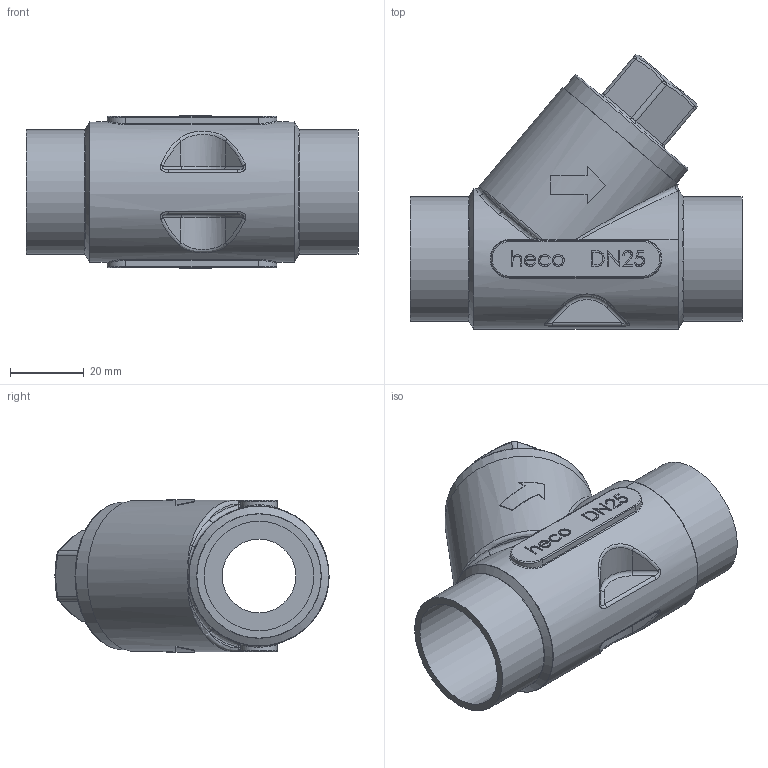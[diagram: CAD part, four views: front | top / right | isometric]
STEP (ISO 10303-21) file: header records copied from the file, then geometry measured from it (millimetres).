
FILE_DESCRIPTION (( 'STEP AP214' ), '1' );
FILE_NAME ('RV-100-00S-4 Rückschlagventil SE 2204.STEP', '2022-04-06T13:24:54', ( '' ), ( '' ), 'SwSTEP 2.0', 'SolidWorks 2019', '' );
FILE_SCHEMA (( 'AUTOMOTIVE_DESIGN' ));
Length unit declared in the file: millimetre
Products named in the file (1): RV-100-00S-4 Rückschlagventil SE 2204
Bounding box: 90 x 74.31 x 41.4 mm (x, y, z)
Volume: 86284.6 mm3; surface area: 24326.6 mm2
Topology: 1 solids, 1 shells, 466 faces, 1178 edges, 753 vertices
Faces by surface type: bspline 210, plane 184, cylinder 49, torus 20, cone 3
Full cylindrical faces by diameter (mm): 20 x1, 29.7 x2, 33.7 x2, 38 x1, 40 x1
Entity records: 27486 total; most frequent: CARTESIAN_POINT 15256, ORIENTED_EDGE 2308, DIRECTION 1365, EDGE_CURVE 1154, VERTEX_POINT 745, LINE 557, VECTOR 557, EDGE_LOOP 521
